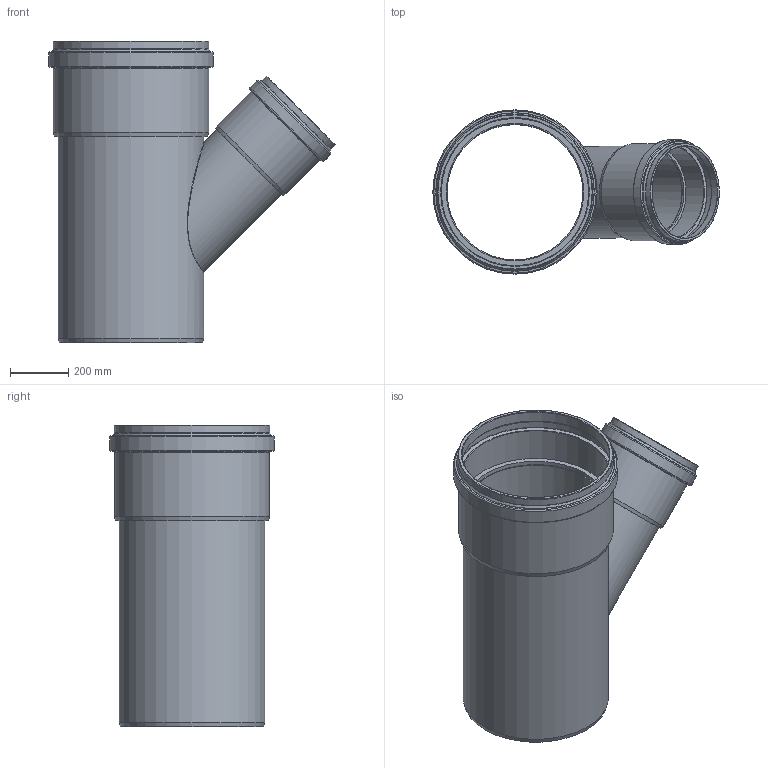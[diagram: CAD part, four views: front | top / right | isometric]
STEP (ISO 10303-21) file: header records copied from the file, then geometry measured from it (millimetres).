
FILE_DESCRIPTION(/* description */ (''),/* implementation_level */ '2;1');
FILE_NAME(/* name */ '771150 KG2000EA Abzweig DN_OD 500_315_45°.stp',/* time_stamp */ '2018-07-16T10:05:07+02:00',/* author */ ('user1'),/* organization */ (''),/* preprocessor_version */ 'ST-DEVELOPER v16.1',/* originating_system */ 'Autodesk Inventor 2016',/* authorisation */ '');
FILE_SCHEMA (('AUTOMOTIVE_DESIGN { 1 0 10303 214 3 1 1 }'));
Length unit declared in the file: millimetre
Products named in the file (4): 771150 KG2000EA Abzweig DN_OD 500_315_45° Teil 1; 771150 KG2000EA Abzweig DN_OD 500_315_45° Teil 2; 771150 KG2000EA Abzweig DN_OD 500_315_45° Teil 3; 771150 KG2000EA Abzweig DN_OD 500_315_45°
Assembly tree (3 placements, depth 2):
  771150 KG2000EA Abzweig DN_OD 500_315_45°
    771150 KG2000EA Abzweig DN_OD 500_315_45° Teil 1
    771150 KG2000EA Abzweig DN_OD 500_315_45° Teil 2
    771150 KG2000EA Abzweig DN_OD 500_315_45° Teil 3
Bounding box: 984.55 x 565 x 1038.01 mm (x, y, z)
Volume: 33449429.9 mm3; surface area: 4862029.6 mm2
Topology: 3 solids, 3 shells, 78 faces, 153 edges, 84 vertices
Faces by surface type: torus 28, cone 20, cylinder 18, plane 11, bspline 1
Full cylindrical faces by diameter (mm): 295.6 x1, 298 x1, 315 x1, 317.3 x1, 317.7 x1, 335.5 x1, 335.9 x1, 343.3 x1, 361.5 x1, 467 x1, 473.298 x1, 500 x1, 507.057 x1, 508.064 x1, 533.761 x1, 534.265 x1, 538.799 x1, 565 x1
Entity records: 2158 total; most frequent: CARTESIAN_POINT 732, DIRECTION 322, AXIS2_PLACEMENT_3D 161, ORIENTED_EDGE 160, EDGE_LOOP 157, EDGE_CURVE 80, FACE_BOUND 79, VERTEX_POINT 79
